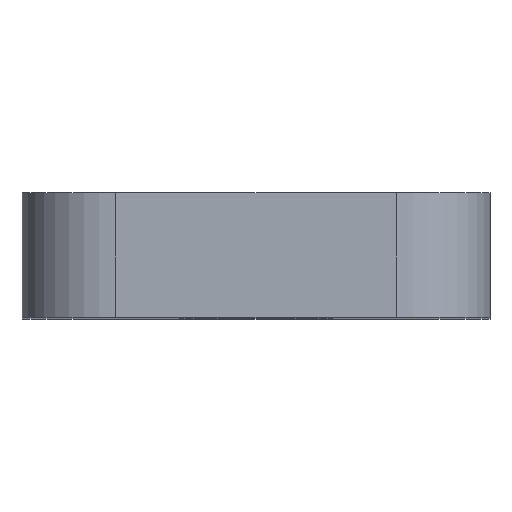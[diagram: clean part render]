
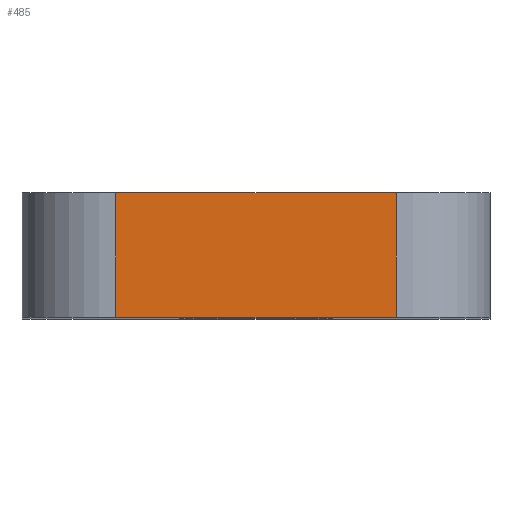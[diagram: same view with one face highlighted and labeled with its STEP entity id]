
A CAD part, top view. The second image highlights one B-rep face of the part: STEP entity #485.
In plain terms, the highlighted planar face has unit normal (0, 0, 1).
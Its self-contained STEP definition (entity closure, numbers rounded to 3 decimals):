
#39 = VERTEX_POINT ( 'NONE', #65 ) ;
#63 = DIRECTION ( 'NONE',  ( 0., -1., 0. ) ) ;
#65 = CARTESIAN_POINT ( 'NONE',  ( 4.5, 4., 18.5 ) ) ;
#117 = DIRECTION ( 'NONE',  ( -1., 0., 0. ) ) ;
#128 = PLANE ( 'NONE',  #582 ) ;
#146 = CARTESIAN_POINT ( 'NONE',  ( -7.5, 8., 18.5 ) ) ;
#148 = VECTOR ( 'NONE', #172, 1000. ) ;
#155 = VECTOR ( 'NONE', #570, 1000. ) ;
#170 = EDGE_LOOP ( 'NONE', ( #375, #491, #319, #265 ) ) ;
#172 = DIRECTION ( 'NONE',  ( 0., 1., 0. ) ) ;
#197 = CARTESIAN_POINT ( 'NONE',  ( 4.5, 8., 18.5 ) ) ;
#218 = VERTEX_POINT ( 'NONE', #197 ) ;
#220 = VERTEX_POINT ( 'NONE', #676 ) ;
#225 = EDGE_CURVE ( 'NONE', #218, #220, #254, .T. ) ;
#247 = DIRECTION ( 'NONE',  ( 0., 0., -1. ) ) ;
#252 = CARTESIAN_POINT ( 'NONE',  ( -4.5, 0., 18.5 ) ) ;
#254 = LINE ( 'NONE', #146, #648 ) ;
#265 = ORIENTED_EDGE ( 'NONE', *, *, #267, .T. ) ;
#267 = EDGE_CURVE ( 'NONE', #39, #218, #427, .T. ) ;
#319 = ORIENTED_EDGE ( 'NONE', *, *, #327, .T. ) ;
#327 = EDGE_CURVE ( 'NONE', #557, #39, #448, .T. ) ;
#343 = CARTESIAN_POINT ( 'NONE',  ( -7.5, 4., 18.5 ) ) ;
#352 = CARTESIAN_POINT ( 'NONE',  ( -4.5, 4., 18.5 ) ) ;
#375 = ORIENTED_EDGE ( 'NONE', *, *, #225, .T. ) ;
#404 = CARTESIAN_POINT ( 'NONE',  ( 0., 0., 18.5 ) ) ;
#427 = LINE ( 'NONE', #671, #148 ) ;
#428 = EDGE_CURVE ( 'NONE', #220, #557, #595, .T. ) ;
#448 = LINE ( 'NONE', #343, #155 ) ;
#476 = DIRECTION ( 'NONE',  ( -1., 0., 0. ) ) ;
#485 = ADVANCED_FACE ( 'NONE', ( #541 ), #128, .F. ) ;
#491 = ORIENTED_EDGE ( 'NONE', *, *, #428, .T. ) ;
#541 = FACE_OUTER_BOUND ( 'NONE', #170, .T. ) ;
#557 = VERTEX_POINT ( 'NONE', #352 ) ;
#570 = DIRECTION ( 'NONE',  ( 1., 0., 0. ) ) ;
#582 = AXIS2_PLACEMENT_3D ( 'NONE', #404, #247, #117 ) ;
#595 = LINE ( 'NONE', #252, #680 ) ;
#648 = VECTOR ( 'NONE', #476, 1000. ) ;
#671 = CARTESIAN_POINT ( 'NONE',  ( 4.5, 0., 18.5 ) ) ;
#676 = CARTESIAN_POINT ( 'NONE',  ( -4.5, 8., 18.5 ) ) ;
#680 = VECTOR ( 'NONE', #63, 1000. ) ;
